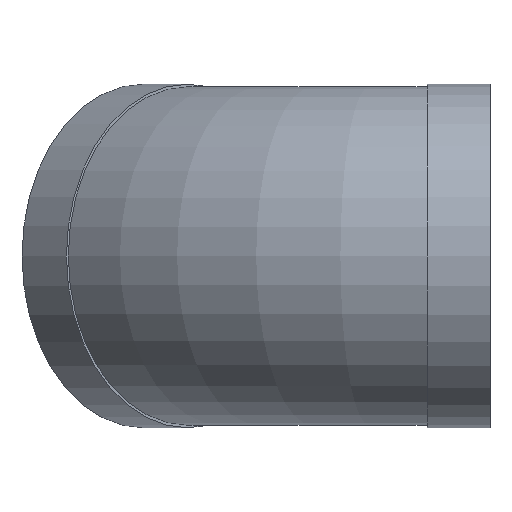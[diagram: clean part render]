
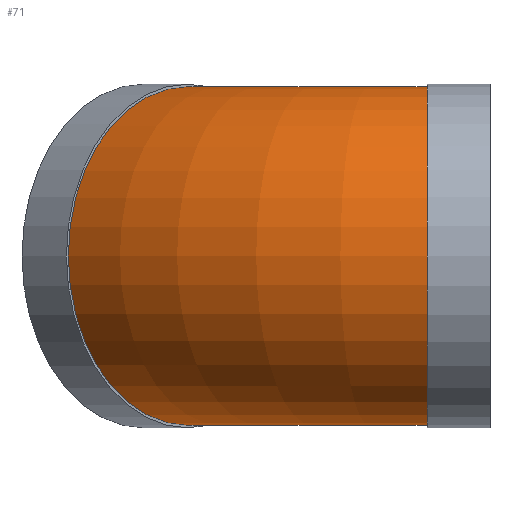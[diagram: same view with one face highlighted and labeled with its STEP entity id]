
A CAD part, left-side view. The second image highlights one B-rep face of the part: STEP entity #71.
In plain terms, the highlighted toroidal (fillet/blend) face has major radius 225 mm and minor radius 112.5 mm.
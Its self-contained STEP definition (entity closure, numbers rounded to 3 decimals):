
#71 = ADVANCED_FACE( '', ( #138, #139 ), #140, .T. );
#138 = FACE_OUTER_BOUND( '', #200, .T. );
#139 = FACE_OUTER_BOUND( '', #201, .T. );
#140 = TOROIDAL_SURFACE( '', #202, 225., 112.5 );
#200 = EDGE_LOOP( '', ( #262 ) );
#201 = EDGE_LOOP( '', ( #263 ) );
#202 = AXIS2_PLACEMENT_3D( '', #264, #265, #266 );
#262 = ORIENTED_EDGE( '', *, *, #313, .T. );
#263 = ORIENTED_EDGE( '', *, *, #300, .F. );
#264 = CARTESIAN_POINT( '', ( 225., 41.8, 0. ) );
#265 = DIRECTION( '', ( 0., 0., -1. ) );
#266 = DIRECTION( '', ( -1., 0., 0. ) );
#300 = EDGE_CURVE( '', #325, #325, #326, .T. );
#313 = EDGE_CURVE( '', #345, #345, #346, .T. );
#325 = VERTEX_POINT( '', #361 );
#326 = CIRCLE( '', #362, 112.5 );
#345 = VERTEX_POINT( '', #381 );
#346 = CIRCLE( '', #382, 112.5 );
#361 = CARTESIAN_POINT( '', ( 145.45, 121.35, 0. ) );
#362 = AXIS2_PLACEMENT_3D( '', #397, #398, #399 );
#381 = CARTESIAN_POINT( '', ( 112.5, 41.8, 0. ) );
#382 = AXIS2_PLACEMENT_3D( '', #418, #419, #420 );
#397 = CARTESIAN_POINT( '', ( 65.901, 200.899, 0. ) );
#398 = DIRECTION( '', ( 0.707, 0.707, 0. ) );
#399 = DIRECTION( '', ( 0.707, -0.707, 0. ) );
#418 = CARTESIAN_POINT( '', ( 0., 41.8, 0. ) );
#419 = DIRECTION( '', ( 0., 1., 0. ) );
#420 = DIRECTION( '', ( 1., 0., 0. ) );
